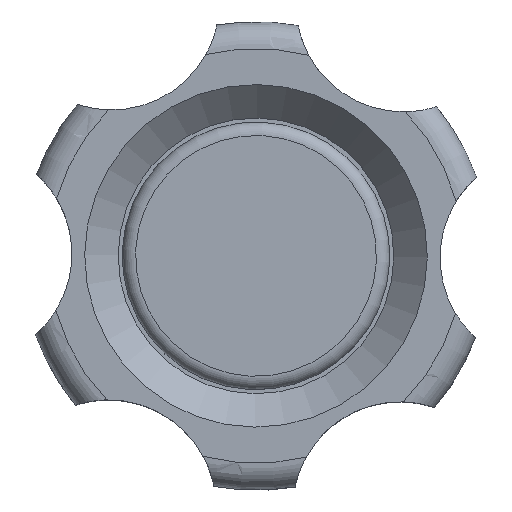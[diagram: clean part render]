
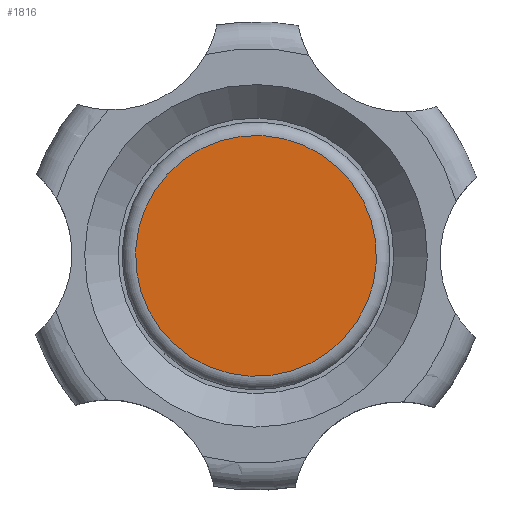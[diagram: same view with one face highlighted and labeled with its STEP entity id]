
A CAD part, top view. The second image highlights one B-rep face of the part: STEP entity #1816.
In plain terms, the highlighted planar face has unit normal (0, 0, 1).
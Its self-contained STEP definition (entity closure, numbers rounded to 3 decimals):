
#385=FACE_OUTER_BOUND('',#504,.T.);
#504=EDGE_LOOP('',(#1337));
#637=CIRCLE('',#2008,9.);
#772=VERTEX_POINT('',#3241);
#974=EDGE_CURVE('',#772,#772,#637,.T.);
#1337=ORIENTED_EDGE('',*,*,#974,.F.);
#1641=PLANE('',#2007);
#1816=ADVANCED_FACE('',(#385),#1641,.T.);
#2007=AXIS2_PLACEMENT_3D('',#3240,#2366,#2367);
#2008=AXIS2_PLACEMENT_3D('',#3242,#2368,#2369);
#2366=DIRECTION('center_axis',(0.,0.,1.));
#2367=DIRECTION('ref_axis',(-0.922,0.388,0.));
#2368=DIRECTION('center_axis',(0.,0.,-1.));
#2369=DIRECTION('ref_axis',(0.388,0.922,0.));
#3240=CARTESIAN_POINT('Origin',(-1.942,-4.608,17.5));
#3241=CARTESIAN_POINT('',(8.294,-3.495,17.5));
#3242=CARTESIAN_POINT('Origin',(0.,0.,17.5));
